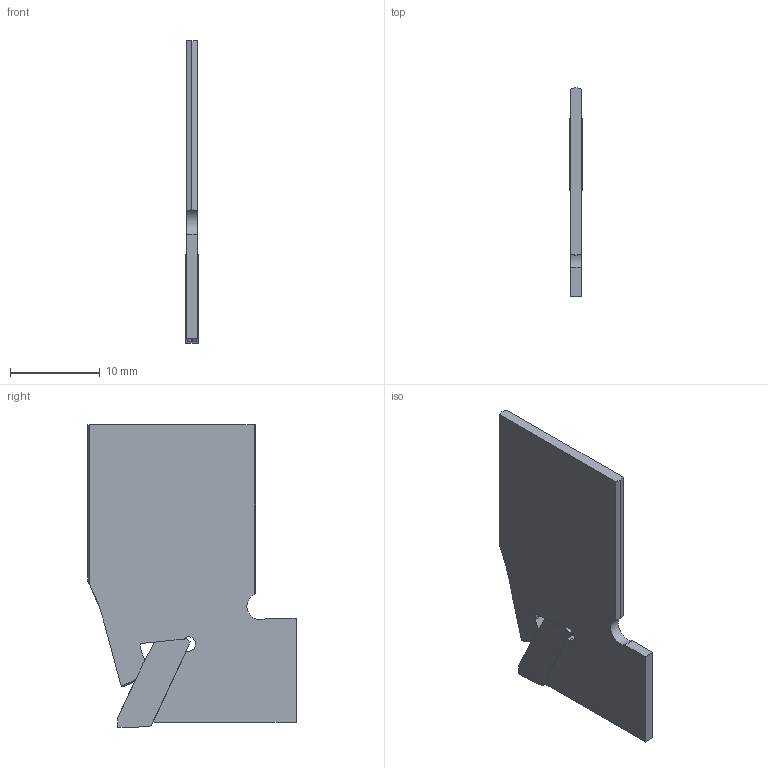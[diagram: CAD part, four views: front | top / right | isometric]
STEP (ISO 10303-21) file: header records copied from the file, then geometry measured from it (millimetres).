
FILE_DESCRIPTION(/* description */ (''),/* implementation_level */ '2;1');
FILE_NAME(/* name */ '150.10A-15-1.4.stp',/* time_stamp */ '2018-03-29T15:45:58+05:00',/* author */ (''),/* organization */ (''),/* preprocessor_version */ 'ST-DEVELOPER v16',/* originating_system */ 'SIEMENS PLM Software NX 11.0',/* authorisation */ '');
FILE_SCHEMA (('AUTOMOTIVE_DESIGN { 1 0 10303 214 3 1 1 1 }'));
Length unit declared in the file: millimetre
Products named in the file (1): 150.10A-15-1.4
Bounding box: 1.4 x 23.15 x 33.65 mm (x, y, z)
Volume: 754.1 mm3; surface area: 1432.1 mm2
Topology: 2 solids, 2 shells, 59 faces, 155 edges, 100 vertices
Faces by surface type: plane 43, cylinder 9, cone 4, bspline 2, torus 1
Entity records: 1899 total; most frequent: CARTESIAN_POINT 370, ORIENTED_EDGE 310, DIRECTION 300, EDGE_CURVE 155, LINE 124, VECTOR 124, VERTEX_POINT 100, AXIS2_PLACEMENT_3D 88
